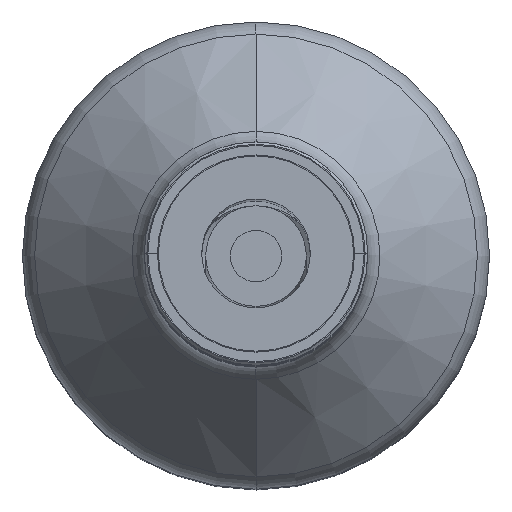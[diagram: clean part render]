
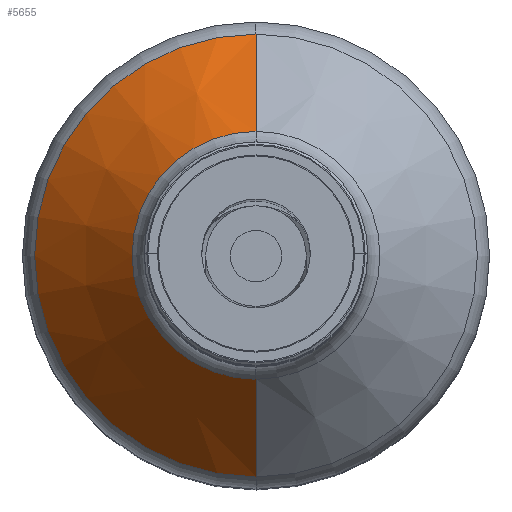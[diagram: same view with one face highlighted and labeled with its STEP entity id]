
A CAD part, top view. The second image highlights one B-rep face of the part: STEP entity #5655.
In plain terms, the highlighted conical face has half-angle 40.601 degrees and reference radius 1.7 mm.
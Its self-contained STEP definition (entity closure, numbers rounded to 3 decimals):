
#1321=CARTESIAN_POINT('',(13.04,0.,0.));
#1322=DIRECTION('',(-1.,0.,0.));
#1323=DIRECTION('',(0.,0.,-1.));
#1324=AXIS2_PLACEMENT_3D('',#1321,#1322,#1323);
#1326=CARTESIAN_POINT('',(14.16,0.,0.));
#1327=DIRECTION('',(1.,0.,0.));
#1328=DIRECTION('',(0.,0.,1.));
#1329=AXIS2_PLACEMENT_3D('',#1326,#1327,#1328);
#1336=DIRECTION('',(-0.759,0.,-0.651));
#1337=VECTOR('',#1336,1.474);
#1338=CARTESIAN_POINT('',(14.16,0.,
-1.22));
#1339=LINE('',#1338,#1337);
#1345=DIRECTION('',(-0.759,0.,0.651));
#1346=VECTOR('',#1345,1.474);
#1347=CARTESIAN_POINT('',(14.16,0.,
1.22));
#1348=LINE('',#1347,#1346);
#4535=CARTESIAN_POINT('',(14.16,0.,1.22));
#4536=CARTESIAN_POINT('',(14.16,0.,-1.22));
#4537=VERTEX_POINT('',#4535);
#4538=VERTEX_POINT('',#4536);
#4547=CARTESIAN_POINT('',(13.04,0.,-2.18));
#4548=CARTESIAN_POINT('',(13.04,0.,2.18));
#4549=VERTEX_POINT('',#4547);
#4550=VERTEX_POINT('',#4548);
#5641=CARTESIAN_POINT('',(13.6,0.,0.));
#5642=DIRECTION('',(-1.,0.,0.));
#5643=DIRECTION('',(0.,0.,-1.));
#5644=AXIS2_PLACEMENT_3D('',#5641,#5642,#5643);
#5645=CONICAL_SURFACE('',#5644,1.7,40.601);
#5646=ORIENTED_EDGE('',*,*,#5635,.T.);
#5648=ORIENTED_EDGE('',*,*,#5647,.F.);
#5650=ORIENTED_EDGE('',*,*,#5649,.T.);
#5652=ORIENTED_EDGE('',*,*,#5651,.T.);
#5653=EDGE_LOOP('',(#5646,#5648,#5650,#5652));
#5654=FACE_OUTER_BOUND('',#5653,.F.);
#5655=ADVANCED_FACE('',(#5654),#5645,.T.);
#1325=CIRCLE('',#1324,2.18);
#1330=CIRCLE('',#1329,1.22);
#5635=EDGE_CURVE('',#4549,#4550,#1325,.T.);
#5647=EDGE_CURVE('',#4537,#4550,#1348,.T.);
#5649=EDGE_CURVE('',#4537,#4538,#1330,.T.);
#5651=EDGE_CURVE('',#4538,#4549,#1339,.T.);
